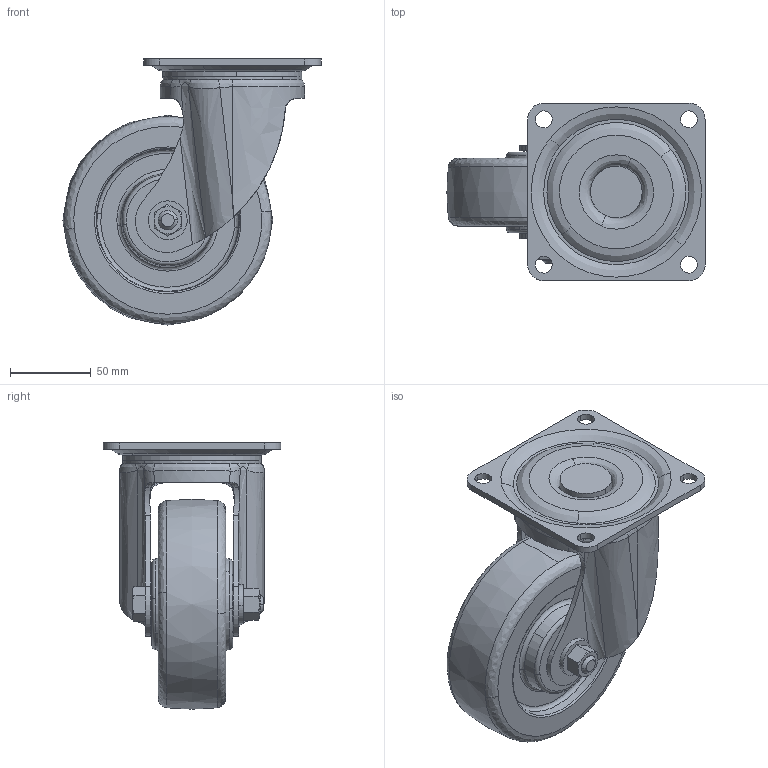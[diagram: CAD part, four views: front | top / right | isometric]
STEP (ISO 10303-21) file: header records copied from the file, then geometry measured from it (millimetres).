
FILE_DESCRIPTION((''),'2;1');
FILE_NAME('','2009-03-19T14:31:58',(''),(''),'','CADfix','');
FILE_SCHEMA(('AUTOMOTIVE_DESIGN { 1 0 10303 214 1 1 1 1 }'));
Length unit declared in the file: millimetre
Bounding box: 160 x 110 x 165 mm (x, y, z)
Volume: 702328.1 mm3; surface area: 130382 mm2
Topology: 5 solids, 5 shells, 243 faces, 716 edges, 501 vertices
Faces by surface type: bspline 243
Entity records: 13085 total; most frequent: CARTESIAN_POINT 9192, ORIENTED_EDGE 1428, EDGE_CURVE 714, VERTEX_POINT 501, EDGE_LOOP 281, FACE_OUTER_BOUND 243, ADVANCED_FACE 243, QUASI_UNIFORM_CURVE 177
